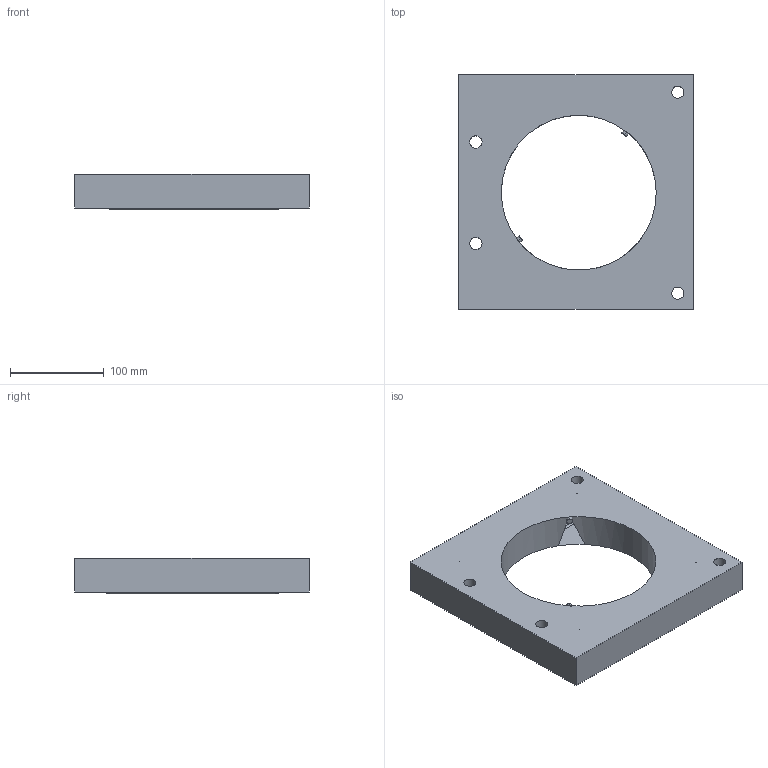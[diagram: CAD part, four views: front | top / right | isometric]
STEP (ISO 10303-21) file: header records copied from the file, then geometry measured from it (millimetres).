
FILE_DESCRIPTION(('FreeCAD Model'),'2;1');
FILE_NAME('85_D_Hat_Prop_2_Middle.step','2021-03-17T09:49:52',('Author'),(''), 'Open CASCADE STEP processor 7.3','FreeCAD','Unknown');
FILE_SCHEMA(('AUTOMOTIVE_DESIGN { 1 0 10303 214 1 1 1 1 }'));
Length unit declared in the file: millimetre
Products named in the file (1): 85_D_Hat_Prop_2_Middle
Bounding box: 250 x 250 x 37.9 mm (x, y, z)
Volume: 1456352 mm3; surface area: 152394.2 mm2
Topology: 1 solids, 2 shells, 48 faces, 128 edges, 82 vertices
Faces by surface type: cylinder 29, plane 19
Full cylindrical faces by diameter (mm): 4 x4, 13 x4, 165 x1
Entity records: 6291 total; most frequent: CARTESIAN_POINT 3600, DIRECTION 383, ORIENTED_EDGE 252, PCURVE 252, DEFINITIONAL_REPRESENTATION 252, LINE 145, VECTOR 145, B_SPLINE_CURVE_WITH_KNOTS 142
